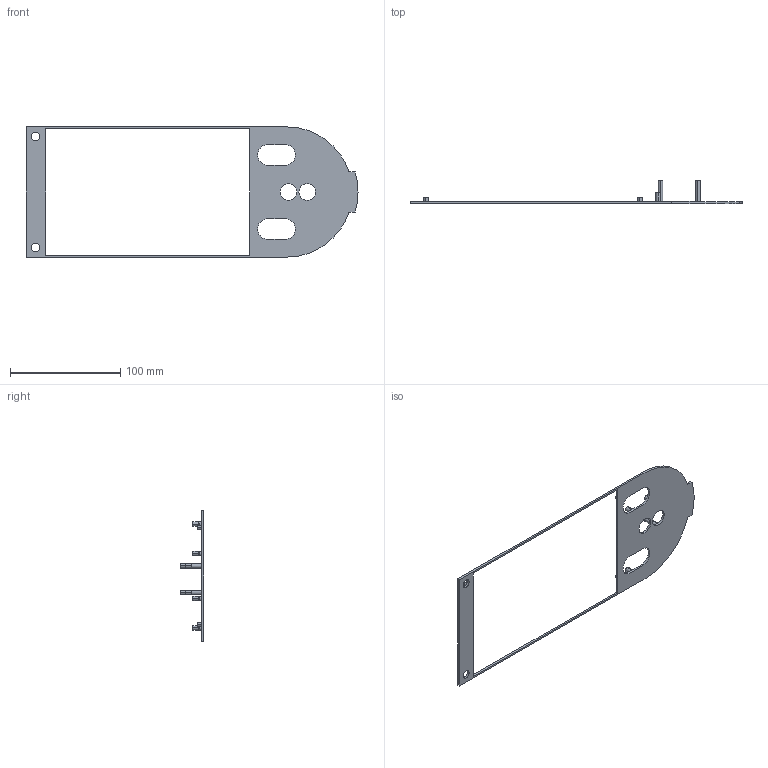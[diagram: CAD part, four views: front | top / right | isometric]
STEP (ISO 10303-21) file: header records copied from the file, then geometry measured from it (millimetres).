
FILE_DESCRIPTION((''),'2;1');
FILE_NAME('HOLDER-8INCH','2019-08-02T',('Administrator'),(''),'PRO/ENGINEER BY PARAMETRIC TECHNOLOGY CORPORATION, 2008380','PRO/ENGINEER BY PARAMETRIC TECHNOLOGY CORPORATION, 2008380','');
FILE_SCHEMA(('CONFIG_CONTROL_DESIGN'));
Length unit declared in the file: millimetre
Products named in the file (1): HOLDER-8INCH
Bounding box: 301.02 x 21.5 x 118 mm (x, y, z)
Volume: 22969.7 mm3; surface area: 27521.7 mm2
Topology: 1 solids, 13 shells, 150 faces, 372 edges, 236 vertices
Faces by surface type: cylinder 87, plane 39, cone 24
Entity records: 4425 total; most frequent: DIRECTION 848, CARTESIAN_POINT 735, ORIENTED_EDGE 648, AXIS2_PLACEMENT_3D 349, EDGE_CURVE 348, VERTEX_POINT 236, EDGE_LOOP 200, CIRCLE 198
